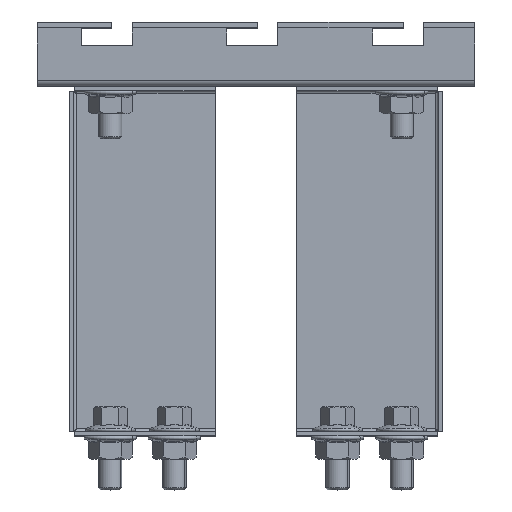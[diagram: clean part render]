
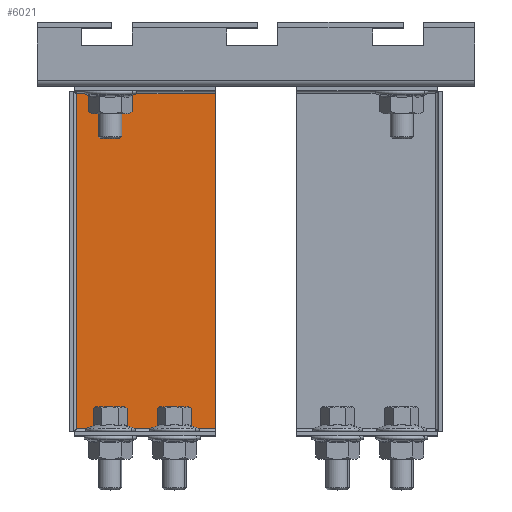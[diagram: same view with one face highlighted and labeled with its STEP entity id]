
A CAD part, top view. The second image highlights one B-rep face of the part: STEP entity #6021.
In plain terms, the highlighted face is planar.
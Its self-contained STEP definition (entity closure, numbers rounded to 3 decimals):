
#171 = DIRECTION ( 'NONE',  ( 1., 0., 0. ) ) ;
#230 = CARTESIAN_POINT ( 'NONE',  ( 0., 1.5, 0. ) ) ;
#285 = EDGE_CURVE ( 'NONE', #5153, #2186, #4412, .T. ) ;
#376 = VERTEX_POINT ( 'NONE', #1021 ) ;
#461 = CARTESIAN_POINT ( 'NONE',  ( -57.5, 1.5, -22.5 ) ) ;
#539 = EDGE_CURVE ( 'NONE', #2186, #376, #1784, .T. ) ;
#623 = EDGE_CURVE ( 'NONE', #5153, #3752, #2725, .T. ) ;
#746 = VECTOR ( 'NONE', #5555, 1000. ) ;
#1021 = CARTESIAN_POINT ( 'NONE',  ( 57.5, 1.5, -22.5 ) ) ;
#1156 = EDGE_LOOP ( 'NONE', ( #2713, #2730, #5448, #4437 ) ) ;
#1285 = VECTOR ( 'NONE', #5840, 1000. ) ;
#1759 = CARTESIAN_POINT ( 'NONE',  ( -58.32, 1.5, -22.5 ) ) ;
#1784 = LINE ( 'NONE', #1759, #1285 ) ;
#1964 = CARTESIAN_POINT ( 'NONE',  ( -57.5, 1.5, 25. ) ) ;
#2006 = EDGE_CURVE ( 'NONE', #376, #3752, #3817, .T. ) ;
#2186 = VERTEX_POINT ( 'NONE', #461 ) ;
#2309 = CARTESIAN_POINT ( 'NONE',  ( 57.5, 1.5, -23.32 ) ) ;
#2713 = ORIENTED_EDGE ( 'NONE', *, *, #285, .F. ) ;
#2725 = LINE ( 'NONE', #2814, #5809 ) ;
#2730 = ORIENTED_EDGE ( 'NONE', *, *, #623, .T. ) ;
#2814 = CARTESIAN_POINT ( 'NONE',  ( -60., 1.5, 25. ) ) ;
#3253 = DIRECTION ( 'NONE',  ( 0., 0., 1. ) ) ;
#3752 = VERTEX_POINT ( 'NONE', #6379 ) ;
#3817 = LINE ( 'NONE', #2309, #4609 ) ;
#3856 = FACE_OUTER_BOUND ( 'NONE', #1156, .T. ) ;
#3932 = CARTESIAN_POINT ( 'NONE',  ( -57.5, 1.5, 25. ) ) ;
#4412 = LINE ( 'NONE', #3932, #746 ) ;
#4437 = ORIENTED_EDGE ( 'NONE', *, *, #539, .F. ) ;
#4609 = VECTOR ( 'NONE', #3253, 1000. ) ;
#4876 = DIRECTION ( 'NONE',  ( 0., -1., 0. ) ) ;
#4944 = AXIS2_PLACEMENT_3D ( 'NONE', #230, #4876, #5478 ) ;
#5153 = VERTEX_POINT ( 'NONE', #1964 ) ;
#5448 = ORIENTED_EDGE ( 'NONE', *, *, #2006, .F. ) ;
#5478 = DIRECTION ( 'NONE',  ( 0., 0., -1. ) ) ;
#5555 = DIRECTION ( 'NONE',  ( 0., 0., -1. ) ) ;
#5809 = VECTOR ( 'NONE', #171, 1000. ) ;
#5840 = DIRECTION ( 'NONE',  ( 1., 0., 0. ) ) ;
#5893 = PLANE ( 'NONE',  #4944 ) ;
#6021 = ADVANCED_FACE ( 'NONE', ( #3856 ), #5893, .F. ) ;
#6379 = CARTESIAN_POINT ( 'NONE',  ( 57.5, 1.5, 25. ) ) ;
